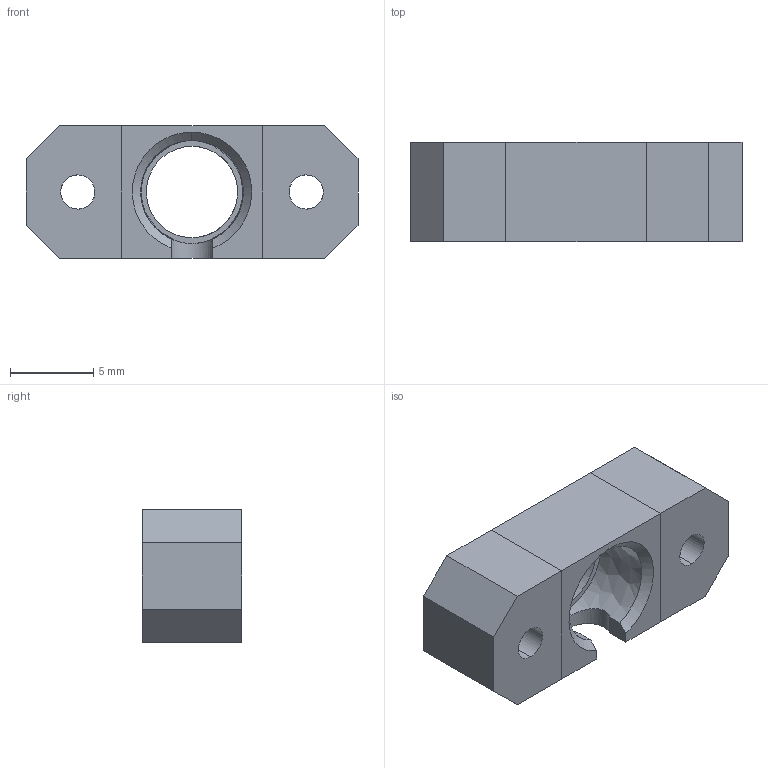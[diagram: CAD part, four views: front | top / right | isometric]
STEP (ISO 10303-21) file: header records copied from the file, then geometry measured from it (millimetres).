
FILE_DESCRIPTION(/* description */ (''),/* implementation_level */ '2;1');
FILE_NAME(/* name */ 'gear holder_v4',/* time_stamp */ '2021-08-25T11:53:48+08:00',/* author */ (''),/* organization */ (''),/* preprocessor_version */ 'ST-DEVELOPER v16.5',/* originating_system */ '',/* authorisation */ '');
FILE_SCHEMA (('AUTOMOTIVE_DESIGN'));
Length unit declared in the file: millimetre
Products named in the file (1): Document
Bounding box: 20 x 6 x 8 mm (x, y, z)
Volume: 690 mm3; surface area: 722 mm2
Topology: 1 solids, 1 shells, 39 faces, 98 edges, 61 vertices
Faces by surface type: plane 22, bspline 17
Entity records: 1598 total; most frequent: CARTESIAN_POINT 955, ORIENTED_EDGE 196, EDGE_CURVE 98, B_SPLINE_CURVE_WITH_KNOTS 68, VERTEX_POINT 61, EDGE_LOOP 45, ADVANCED_FACE 39, FACE_OUTER_BOUND 39
